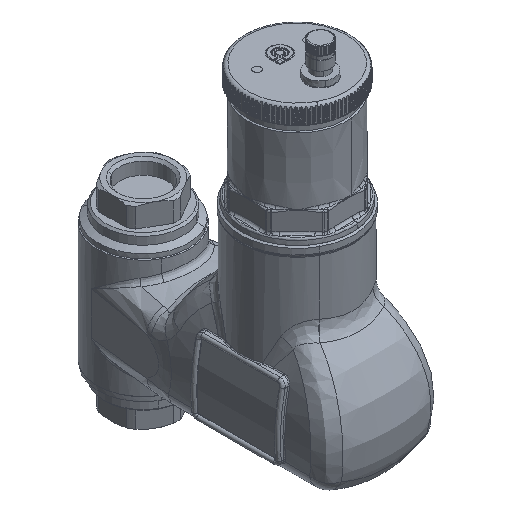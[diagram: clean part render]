
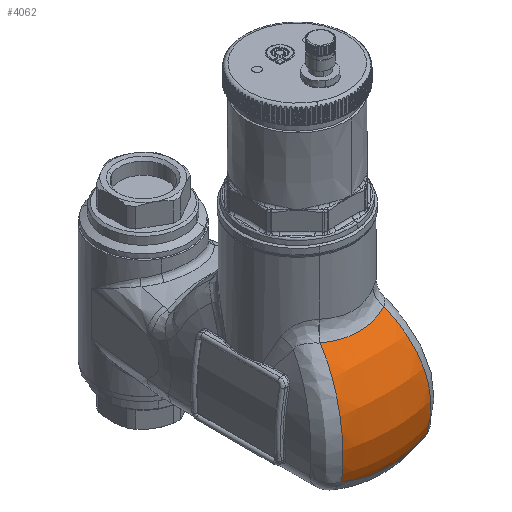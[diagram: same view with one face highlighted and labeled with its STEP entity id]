
A CAD part, isometric view. The second image highlights one B-rep face of the part: STEP entity #4062.
In plain terms, the highlighted face is a revolution surface.
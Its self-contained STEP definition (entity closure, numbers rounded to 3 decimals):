
#2187=CARTESIAN_POINT('Vertex',(-22.253,-45.213,-12.249)) ;
#2305=CARTESIAN_POINT('Control Point',(-16.536,-28.501,38.961)) ;
#2306=CARTESIAN_POINT('Control Point',(-16.682,-29.041,38.527)) ;
#2307=CARTESIAN_POINT('Control Point',(-16.829,-29.572,38.084)) ;
#2308=CARTESIAN_POINT('Control Point',(-16.977,-30.094,37.632)) ;
#2309=CARTESIAN_POINT('Control Point',(-18.208,-34.368,33.791)) ;
#2310=CARTESIAN_POINT('Control Point',(-19.44,-37.987,29.353)) ;
#2311=CARTESIAN_POINT('Control Point',(-20.429,-40.638,25.073)) ;
#2312=CARTESIAN_POINT('Control Point',(-21.944,-44.499,16.634)) ;
#2313=CARTESIAN_POINT('Control Point',(-22.738,-46.386,7.521)) ;
#2314=CARTESIAN_POINT('Control Point',(-22.925,-46.824,3.262)) ;
#2315=CARTESIAN_POINT('Control Point',(-22.925,-46.829,-2.448)) ;
#2316=CARTESIAN_POINT('Control Point',(-22.608,-46.07,-8.072)) ;
#2317=CARTESIAN_POINT('Control Point',(-22.508,-45.832,-9.475)) ;
#2318=CARTESIAN_POINT('Control Point',(-22.39,-45.546,-10.868)) ;
#2319=CARTESIAN_POINT('Control Point',(-22.253,-45.213,-12.249)) ;
#2320=CARTESIAN_POINT('Vertex',(-16.536,-28.501,38.961)) ;
#3794=CARTESIAN_POINT('Vertex',(22.253,-45.213,-12.249)) ;
#3798=CARTESIAN_POINT('Control Point',(22.253,-45.213,-12.249)) ;
#3799=CARTESIAN_POINT('Control Point',(19.698,-45.764,-13.044)) ;
#3800=CARTESIAN_POINT('Control Point',(17.1,-46.229,-13.726)) ;
#3801=CARTESIAN_POINT('Control Point',(14.467,-46.61,-14.293)) ;
#3802=CARTESIAN_POINT('Control Point',(8.2,-47.315,-15.348)) ;
#3803=CARTESIAN_POINT('Control Point',(1.837,-47.569,-15.737)) ;
#3804=CARTESIAN_POINT('Control Point',(-1.837,-47.569,-15.737)) ;
#3805=CARTESIAN_POINT('Control Point',(-8.2,-47.315,-15.348)) ;
#3806=CARTESIAN_POINT('Control Point',(-14.467,-46.61,-14.293)) ;
#3807=CARTESIAN_POINT('Control Point',(-17.1,-46.229,-13.726)) ;
#3808=CARTESIAN_POINT('Control Point',(-19.698,-45.764,-13.044)) ;
#3809=CARTESIAN_POINT('Control Point',(-22.253,-45.213,-12.249)) ;
#4023=CARTESIAN_POINT('Control Point',(-23.191,9.313,45.624)) ;
#4024=CARTESIAN_POINT('Control Point',(-11.996,9.991,48.946)) ;
#4025=CARTESIAN_POINT('Control Point',(-0.137,10.233,50.13)) ;
#4026=CARTESIAN_POINT('Control Point',(11.726,9.999,48.986)) ;
#4027=CARTESIAN_POINT('Control Point',(22.932,9.329,45.701)) ;
#4028=CARTESIAN_POINT('Axis1P Location',(0.,0.,0.)) ;
#4033=CARTESIAN_POINT('Control Point',(-16.536,-28.501,38.961)) ;
#4034=CARTESIAN_POINT('Control Point',(-10.359,-31.686,38.247)) ;
#4035=CARTESIAN_POINT('Control Point',(-3.516,-33.306,37.775)) ;
#4036=CARTESIAN_POINT('Control Point',(3.514,-33.307,37.775)) ;
#4037=CARTESIAN_POINT('Control Point',(10.359,-31.687,38.247)) ;
#4038=CARTESIAN_POINT('Control Point',(16.536,-28.501,38.961)) ;
#4039=CARTESIAN_POINT('Vertex',(16.536,-28.501,38.961)) ;
#4043=CARTESIAN_POINT('Control Point',(22.253,-45.213,-12.249)) ;
#4044=CARTESIAN_POINT('Control Point',(22.696,-46.291,-7.78)) ;
#4045=CARTESIAN_POINT('Control Point',(22.946,-46.874,-3.18)) ;
#4046=CARTESIAN_POINT('Control Point',(22.978,-46.95,1.47)) ;
#4047=CARTESIAN_POINT('Control Point',(22.601,-46.076,10.759)) ;
#4048=CARTESIAN_POINT('Control Point',(21.426,-43.19,19.59)) ;
#4049=CARTESIAN_POINT('Control Point',(20.657,-41.243,23.833)) ;
#4050=CARTESIAN_POINT('Control Point',(19.349,-37.723,29.612)) ;
#4051=CARTESIAN_POINT('Control Point',(17.904,-33.24,34.687)) ;
#4052=CARTESIAN_POINT('Control Point',(17.446,-31.749,36.195)) ;
#4053=CARTESIAN_POINT('Control Point',(16.987,-30.169,37.622)) ;
#4054=CARTESIAN_POINT('Control Point',(16.536,-28.501,38.961)) ;
#4029=DIRECTION('Axis1P Direction',(1.,0.,-0.)) ;
#4031=SURFACE_OF_REVOLUTION('Surface of Revolution',#4022,#4030) ;
#4030=AXIS1_PLACEMENT('Revolution Surface Axis1P',#4028,#4029) ;
#2322=EDGE_CURVE('',#2321,#2188,#2304,.T.) ;
#3810=EDGE_CURVE('',#3795,#2188,#3797,.T.) ;
#4041=EDGE_CURVE('',#2321,#4040,#4032,.T.) ;
#4055=EDGE_CURVE('',#3795,#4040,#4042,.T.) ;
#4057=ORIENTED_EDGE('',*,*,#4041,.F.) ;
#4058=ORIENTED_EDGE('',*,*,#2322,.T.) ;
#4059=ORIENTED_EDGE('',*,*,#3810,.F.) ;
#4060=ORIENTED_EDGE('',*,*,#4055,.T.) ;
#4056=EDGE_LOOP('',(#4057,#4058,#4059,#4060)) ;
#2188=VERTEX_POINT('',#2187) ;
#2321=VERTEX_POINT('',#2320) ;
#3795=VERTEX_POINT('',#3794) ;
#4040=VERTEX_POINT('',#4039) ;
#4062=ADVANCED_FACE('PartBody',(#4061),#4031,.T.) ;
#2304=B_SPLINE_CURVE_WITH_KNOTS('',5,(#2305,#2306,#2307,#2308,#2309,#2310,#2311,#2312,#2313,#2314,#2315,#2316,#2317,#2318,#2319),.UNSPECIFIED.,.F.,.U.,(6,3,3,3,6),(134.693,138.535,166.72,190.573,198.562),.UNSPECIFIED.) ;
#3797=B_SPLINE_CURVE_WITH_KNOTS('',5,(#3798,#3799,#3800,#3801,#3802,#3803,#3804,#3805,#3806,#3807,#3808,#3809),.UNSPECIFIED.,.F.,.U.,(6,3,3,6),(30.639,49.731,75.633,94.725),.UNSPECIFIED.) ;
#4022=B_SPLINE_CURVE_WITH_KNOTS('',4,(#4023,#4024,#4025,#4026,#4027),.UNSPECIFIED.,.F.,.U.,(5,5),(353.463,400.249),.UNSPECIFIED.) ;
#4032=B_SPLINE_CURVE_WITH_KNOTS('',5,(#4033,#4034,#4035,#4036,#4037,#4038),.UNSPECIFIED.,.F.,.U.,(6,6),(28.206,72.732),.UNSPECIFIED.) ;
#4042=B_SPLINE_CURVE_WITH_KNOTS('',5,(#4043,#4044,#4045,#4046,#4047,#4048,#4049,#4050,#4051,#4052,#4053,#4054),.UNSPECIFIED.,.F.,.U.,(6,3,3,6),(26.643,52.504,78.658,90.515),.UNSPECIFIED.) ;
#4061=FACE_OUTER_BOUND('',#4056,.T.) ;
